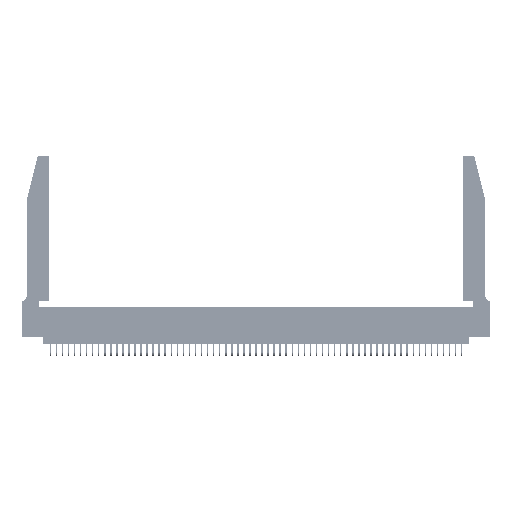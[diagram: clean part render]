
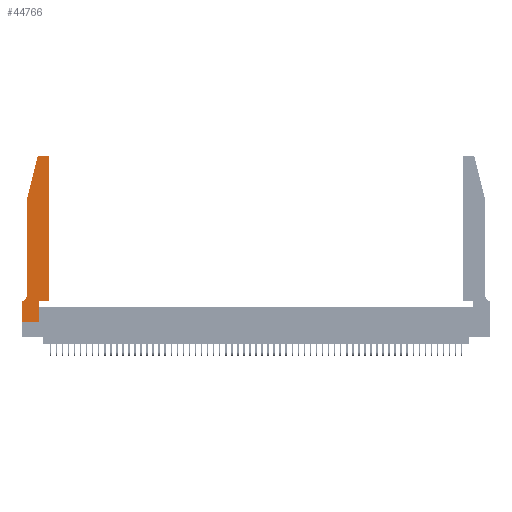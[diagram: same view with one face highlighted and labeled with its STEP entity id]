
A CAD part, top view. The second image highlights one B-rep face of the part: STEP entity #44766.
In plain terms, the highlighted planar face has unit normal (0, 0, 1).
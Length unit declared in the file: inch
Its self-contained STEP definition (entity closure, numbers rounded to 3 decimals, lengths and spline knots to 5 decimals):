
#545 = AXIS2_PLACEMENT_3D ( 'NONE', #9463, #53562, #53758 ) ;
#920 = EDGE_CURVE ( 'NONE', #51845, #2552, #11058, .T. ) ;
#1174 = LINE ( 'NONE', #39780, #47375 ) ;
#1409 = FACE_OUTER_BOUND ( 'NONE', #26968, .T. ) ;
#2552 = VERTEX_POINT ( 'NONE', #48593 ) ;
#2766 = CIRCLE ( 'NONE', #30613, 0.03 ) ;
#4623 = DIRECTION ( 'NONE',  ( 0., 1., 0. ) ) ;
#4823 = CARTESIAN_POINT ( 'NONE',  ( 0.0755, 2., 0.37 ) ) ;
#5849 = EDGE_CURVE ( 'NONE', #53764, #25576, #35595, .T. ) ;
#6593 = CIRCLE ( 'NONE', #44785, 0.03 ) ;
#6892 = LINE ( 'NONE', #43364, #26188 ) ;
#7261 = LINE ( 'NONE', #23095, #17569 ) ;
#7894 = DIRECTION ( 'NONE',  ( 0., 0., 1. ) ) ;
#8304 = VERTEX_POINT ( 'NONE', #45583 ) ;
#8750 = ORIENTED_EDGE ( 'NONE', *, *, #51064, .T. ) ;
#8916 = VERTEX_POINT ( 'NONE', #9711 ) ;
#9463 = CARTESIAN_POINT ( 'NONE',  ( 0., 0.35, 0.37 ) ) ;
#9711 = CARTESIAN_POINT ( 'NONE',  ( 0.0055, 0.35, 0.37 ) ) ;
#9764 = EDGE_CURVE ( 'NONE', #37946, #21942, #2766, .T. ) ;
#10817 = EDGE_CURVE ( 'NONE', #44784, #8916, #10956, .T. ) ;
#10956 = CIRCLE ( 'NONE', #42081, 0.07 ) ;
#11058 = LINE ( 'NONE', #25271, #36544 ) ;
#11371 = CARTESIAN_POINT ( 'NONE',  ( 0.4505, 0.35, 0.37 ) ) ;
#13352 = ORIENTED_EDGE ( 'NONE', *, *, #920, .T. ) ;
#14049 = EDGE_CURVE ( 'NONE', #25576, #37946, #40996, .T. ) ;
#14143 = CARTESIAN_POINT ( 'NONE',  ( 0.284, 2.72, 0.37 ) ) ;
#15340 = ORIENTED_EDGE ( 'NONE', *, *, #30733, .T. ) ;
#15871 = CARTESIAN_POINT ( 'NONE',  ( 0., 0.35, 0.37 ) ) ;
#16288 = CARTESIAN_POINT ( 'NONE',  ( 0.2865, 0., 0.37 ) ) ;
#16571 = EDGE_CURVE ( 'NONE', #51226, #25121, #56645, .T. ) ;
#17569 = VECTOR ( 'NONE', #36217, 39.37008 ) ;
#17813 = DIRECTION ( 'NONE',  ( 1., 0., 0. ) ) ;
#18518 = CARTESIAN_POINT ( 'NONE',  ( 0.0755, 2., 0.37 ) ) ;
#19383 = EDGE_CURVE ( 'NONE', #8916, #51845, #1174, .T. ) ;
#20422 = DIRECTION ( 'NONE',  ( 0., 1., 0. ) ) ;
#20877 = CARTESIAN_POINT ( 'NONE',  ( 0.4505, 0.35, 0.37 ) ) ;
#21081 = VECTOR ( 'NONE', #4623, 39.37008 ) ;
#21108 = VECTOR ( 'NONE', #29749, 39.37008 ) ;
#21392 = DIRECTION ( 'NONE',  ( -1., 0., 0. ) ) ;
#21942 = VERTEX_POINT ( 'NONE', #49072 ) ;
#22141 = PLANE ( 'NONE',  #545 ) ;
#22572 = ORIENTED_EDGE ( 'NONE', *, *, #19383, .T. ) ;
#22908 = CARTESIAN_POINT ( 'NONE',  ( 0.0755, 0.42, 0.37 ) ) ;
#23066 = CARTESIAN_POINT ( 'NONE',  ( 0.25487, 2.72718, 0.37 ) ) ;
#23095 = CARTESIAN_POINT ( 'NONE',  ( 0., 0., 0.37 ) ) ;
#23543 = CARTESIAN_POINT ( 'NONE',  ( 0.0055, 0.42, 0.37 ) ) ;
#25121 = VERTEX_POINT ( 'NONE', #18518 ) ;
#25271 = CARTESIAN_POINT ( 'NONE',  ( 0., 0., 0.37 ) ) ;
#25576 = VERTEX_POINT ( 'NONE', #56195 ) ;
#26188 = VECTOR ( 'NONE', #33929, 39.37008 ) ;
#26968 = EDGE_LOOP ( 'NONE', ( #52305, #40141, #47645, #15340, #46172, #22572, #13352, #40229, #8750, #30258, #46994, #44007 ) ) ;
#27158 = EDGE_CURVE ( 'NONE', #21942, #8304, #54762, .T. ) ;
#27896 = VECTOR ( 'NONE', #20422, 39.37008 ) ;
#28457 = CARTESIAN_POINT ( 'NONE',  ( 0.4505, 2.72, 0.37 ) ) ;
#29749 = DIRECTION ( 'NONE',  ( 1., 0., 0. ) ) ;
#30258 = ORIENTED_EDGE ( 'NONE', *, *, #5849, .T. ) ;
#30613 = AXIS2_PLACEMENT_3D ( 'NONE', #34243, #7894, #51223 ) ;
#30733 = EDGE_CURVE ( 'NONE', #25121, #44784, #6892, .T. ) ;
#33145 = CARTESIAN_POINT ( 'NONE',  ( 0.2865, 0.35, 0.37 ) ) ;
#33929 = DIRECTION ( 'NONE',  ( 0., -1., 0. ) ) ;
#34243 = CARTESIAN_POINT ( 'NONE',  ( 0.4205, 2.72, 0.37 ) ) ;
#35534 = DIRECTION ( 'NONE',  ( 0., 0., 1. ) ) ;
#35595 = LINE ( 'NONE', #20877, #21108 ) ;
#36217 = DIRECTION ( 'NONE',  ( 1., 0., 0. ) ) ;
#36544 = VECTOR ( 'NONE', #51849, 39.37008 ) ;
#37379 = VECTOR ( 'NONE', #40648, 39.37008 ) ;
#37946 = VERTEX_POINT ( 'NONE', #28457 ) ;
#39780 = CARTESIAN_POINT ( 'NONE',  ( 0.0755, 0.35, 0.37 ) ) ;
#40141 = ORIENTED_EDGE ( 'NONE', *, *, #42082, .T. ) ;
#40229 = ORIENTED_EDGE ( 'NONE', *, *, #40908, .T. ) ;
#40648 = DIRECTION ( 'NONE',  ( -0.239, -0.971, 0. ) ) ;
#40908 = EDGE_CURVE ( 'NONE', #2552, #43971, #7261, .T. ) ;
#40996 = LINE ( 'NONE', #11371, #27896 ) ;
#41460 = DIRECTION ( 'NONE',  ( -1., 0., 0. ) ) ;
#42081 = AXIS2_PLACEMENT_3D ( 'NONE', #23543, #54183, #41460 ) ;
#42082 = EDGE_CURVE ( 'NONE', #8304, #51226, #6593, .T. ) ;
#43364 = CARTESIAN_POINT ( 'NONE',  ( 0.0755, 2., 0.37 ) ) ;
#43971 = VERTEX_POINT ( 'NONE', #16288 ) ;
#44007 = ORIENTED_EDGE ( 'NONE', *, *, #9764, .T. ) ;
#44766 = ADVANCED_FACE ( 'NONE', ( #1409 ), #22141, .T. ) ;
#44784 = VERTEX_POINT ( 'NONE', #22908 ) ;
#44785 = AXIS2_PLACEMENT_3D ( 'NONE', #14143, #35534, #17813 ) ;
#45583 = CARTESIAN_POINT ( 'NONE',  ( 0.284, 2.75, 0.37 ) ) ;
#46172 = ORIENTED_EDGE ( 'NONE', *, *, #10817, .T. ) ;
#46994 = ORIENTED_EDGE ( 'NONE', *, *, #14049, .T. ) ;
#47375 = VECTOR ( 'NONE', #49185, 39.37008 ) ;
#47645 = ORIENTED_EDGE ( 'NONE', *, *, #16571, .T. ) ;
#47841 = VECTOR ( 'NONE', #21392, 39.37008 ) ;
#48593 = CARTESIAN_POINT ( 'NONE',  ( 0., 0., 0.37 ) ) ;
#49072 = CARTESIAN_POINT ( 'NONE',  ( 0.4205, 2.75, 0.37 ) ) ;
#49185 = DIRECTION ( 'NONE',  ( -1., 0., 0. ) ) ;
#51064 = EDGE_CURVE ( 'NONE', #43971, #53764, #51421, .T. ) ;
#51223 = DIRECTION ( 'NONE',  ( 1., 0., 0. ) ) ;
#51226 = VERTEX_POINT ( 'NONE', #23066 ) ;
#51421 = LINE ( 'NONE', #52967, #21081 ) ;
#51845 = VERTEX_POINT ( 'NONE', #15871 ) ;
#51849 = DIRECTION ( 'NONE',  ( 0., -1., 0. ) ) ;
#52305 = ORIENTED_EDGE ( 'NONE', *, *, #27158, .T. ) ;
#52967 = CARTESIAN_POINT ( 'NONE',  ( 0.2865, 0.35, 0.37 ) ) ;
#53562 = DIRECTION ( 'NONE',  ( 0., 0., 1. ) ) ;
#53758 = DIRECTION ( 'NONE',  ( 1., 0., 0. ) ) ;
#53764 = VERTEX_POINT ( 'NONE', #33145 ) ;
#54183 = DIRECTION ( 'NONE',  ( 0., 0., -1. ) ) ;
#54762 = LINE ( 'NONE', #57007, #47841 ) ;
#56195 = CARTESIAN_POINT ( 'NONE',  ( 0.4505, 0.35, 0.37 ) ) ;
#56645 = LINE ( 'NONE', #4823, #37379 ) ;
#57007 = CARTESIAN_POINT ( 'NONE',  ( 0.2605, 2.75, 0.37 ) ) ;
